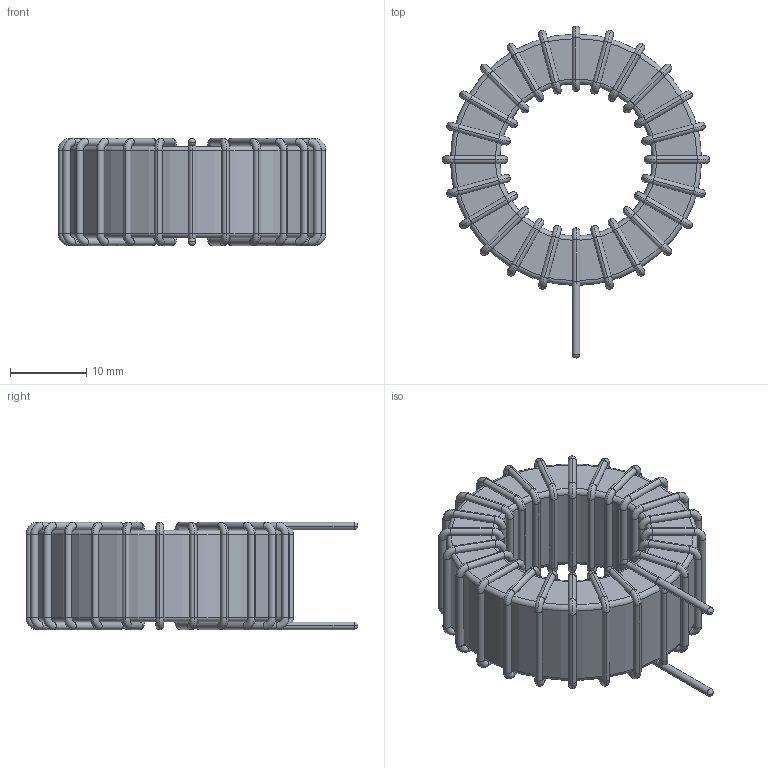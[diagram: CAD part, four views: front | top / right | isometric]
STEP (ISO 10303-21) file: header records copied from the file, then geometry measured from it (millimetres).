
FILE_DESCRIPTION (( 'STEP AP214' ), '1' );
FILE_NAME ('3A7C110C-D114-4F50-9F5F-E6062B2A907D.STEP', '2022-09-01T19:16:10', ( '' ), ( '' ), 'SwSTEP 2.0', 'SolidWorks 2022', '' );
FILE_SCHEMA (( 'AUTOMOTIVE_DESIGN' ));
Length unit declared in the file: millimetre
Products named in the file (1): 3A7C110C-D114-4F50-9F5F-E6062B2A907D
Bounding box: 35.1 x 43.55 x 14.1 mm (x, y, z)
Volume: 7229.8 mm3; surface area: 6044.5 mm2
Topology: 27 solids, 27 shells, 408 faces, 820 edges, 414 vertices
Faces by surface type: torus 200, cylinder 200, plane 4, sphere 4
Entity records: 15230 total; most frequent: DIRECTION 2242, CARTESIAN_POINT 1631, ORIENTED_EDGE 1624, AXIS2_PLACEMENT_3D 1021, EDGE_CURVE 812, CIRCLE 612, UNCERTAINTY_MEASURE_WITH_UNIT 435, PRESENTATION_STYLE_ASSIGNMENT 434
